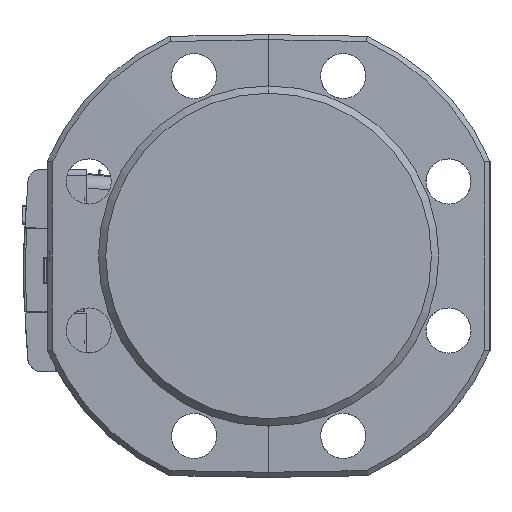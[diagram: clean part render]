
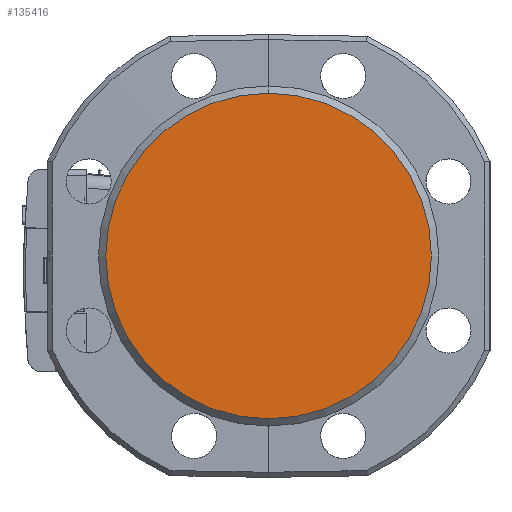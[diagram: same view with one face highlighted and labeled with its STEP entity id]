
A CAD part, left-side view. The second image highlights one B-rep face of the part: STEP entity #135416.
In plain terms, the highlighted planar face has unit normal (-1, 0, 0).
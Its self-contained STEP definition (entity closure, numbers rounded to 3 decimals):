
#5546 = PLANE ( 'NONE',  #59019 ) ;
#9315 = VERTEX_POINT ( 'NONE', #30560 ) ;
#15104 = EDGE_CURVE ( 'NONE', #16435, #9315, #70989, .T. ) ;
#16435 = VERTEX_POINT ( 'NONE', #36441 ) ;
#16441 = CARTESIAN_POINT ( 'NONE',  ( -180., -115.1, -117.913 ) ) ;
#19605 = DIRECTION ( 'NONE',  ( -1., 0., 0. ) ) ;
#23486 = ORIENTED_EDGE ( 'NONE', *, *, #39845, .T. ) ;
#27314 = DIRECTION ( 'NONE',  ( 1., 0., 0. ) ) ;
#30560 = CARTESIAN_POINT ( 'NONE',  ( -180., 0., 79.417 ) ) ;
#36441 = CARTESIAN_POINT ( 'NONE',  ( -180., 0., -79.417 ) ) ;
#39845 = EDGE_CURVE ( 'NONE', #9315, #16435, #45699, .T. ) ;
#43657 = CARTESIAN_POINT ( 'NONE',  ( -180., 0., 0. ) ) ;
#45699 = CIRCLE ( 'NONE', #107384, 79.417 ) ;
#48332 = AXIS2_PLACEMENT_3D ( 'NONE', #43657, #119413, #54545 ) ;
#54545 = DIRECTION ( 'NONE',  ( 0., 0., -1. ) ) ;
#59019 = AXIS2_PLACEMENT_3D ( 'NONE', #16441, #27314, #103131 ) ;
#70989 = CIRCLE ( 'NONE', #48332, 79.417 ) ;
#84565 = CARTESIAN_POINT ( 'NONE',  ( -180., 0., 0. ) ) ;
#95433 = DIRECTION ( 'NONE',  ( 0., 0., -1. ) ) ;
#96255 = FACE_OUTER_BOUND ( 'NONE', #134566, .T. ) ;
#103131 = DIRECTION ( 'NONE',  ( 0., 0., -1. ) ) ;
#107384 = AXIS2_PLACEMENT_3D ( 'NONE', #84565, #19605, #95433 ) ;
#109662 = ORIENTED_EDGE ( 'NONE', *, *, #15104, .T. ) ;
#119413 = DIRECTION ( 'NONE',  ( -1., 0., 0. ) ) ;
#134566 = EDGE_LOOP ( 'NONE', ( #23486, #109662 ) ) ;
#135416 = ADVANCED_FACE ( 'NONE', ( #96255 ), #5546, .F. ) ;
